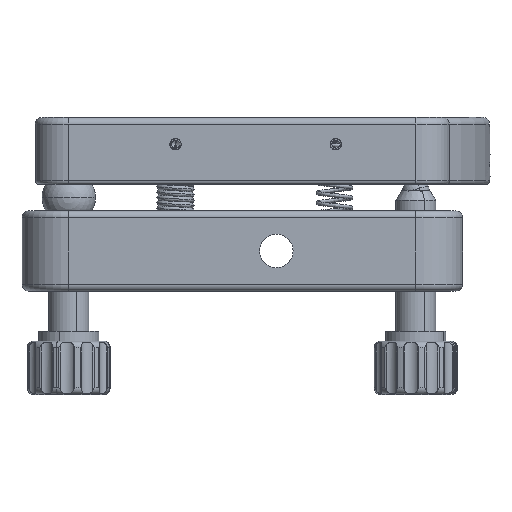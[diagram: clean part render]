
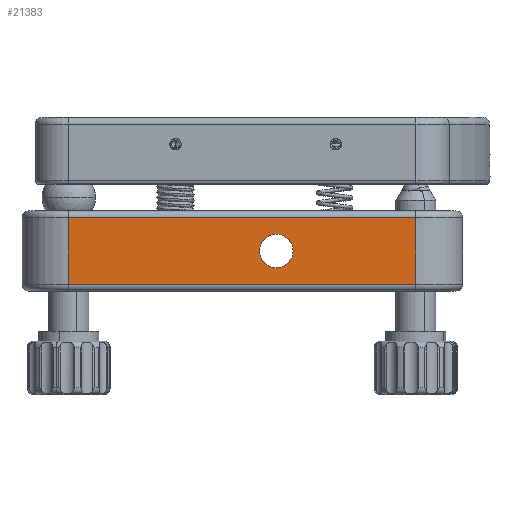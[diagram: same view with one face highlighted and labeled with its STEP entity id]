
A CAD part, left-side view. The second image highlights one B-rep face of the part: STEP entity #21383.
In plain terms, the highlighted planar face has unit normal (-1, 0, 0).
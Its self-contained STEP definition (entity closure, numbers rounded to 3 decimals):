
#700 = CIRCLE ( 'NONE', #22155, 2.5 ) ;
#1600 = LINE ( 'NONE', #2639, #5607 ) ;
#2092 = CARTESIAN_POINT ( 'NONE',  ( -7., -31.1, -10. ) ) ;
#2639 = CARTESIAN_POINT ( 'NONE',  ( -7., -52.001, -16. ) ) ;
#4825 = VECTOR ( 'NONE', #28873, 1000. ) ;
#5607 = VECTOR ( 'NONE', #22644, 1000. ) ;
#6634 = LINE ( 'NONE', #11983, #4825 ) ;
#6750 = DIRECTION ( 'NONE',  ( 1., 0., 0. ) ) ;
#7329 = FACE_BOUND ( 'NONE', #19811, .T. ) ;
#7385 = EDGE_CURVE ( 'NONE', #18915, #19470, #8862, .T. ) ;
#7477 = AXIS2_PLACEMENT_3D ( 'NONE', #31819, #14704, #29093 ) ;
#7725 = CARTESIAN_POINT ( 'NONE',  ( -7., -52.001, -15. ) ) ;
#8354 = CARTESIAN_POINT ( 'NONE',  ( -7., 0., -5. ) ) ;
#8862 = CIRCLE ( 'NONE', #10590, 2.5 ) ;
#10080 = EDGE_CURVE ( 'NONE', #11820, #24977, #1600, .T. ) ;
#10094 = EDGE_CURVE ( 'NONE', #19470, #18915, #700, .T. ) ;
#10539 = VECTOR ( 'NONE', #22171, 1000. ) ;
#10590 = AXIS2_PLACEMENT_3D ( 'NONE', #26374, #6750, #29359 ) ;
#11820 = VERTEX_POINT ( 'NONE', #7725 ) ;
#11983 = CARTESIAN_POINT ( 'NONE',  ( -7., -52.001, -15. ) ) ;
#12583 = DIRECTION ( 'NONE',  ( 1., 0., 0. ) ) ;
#14461 = CARTESIAN_POINT ( 'NONE',  ( -7., -52.001, -5. ) ) ;
#14704 = DIRECTION ( 'NONE',  ( 1., 0., 0. ) ) ;
#16017 = ORIENTED_EDGE ( 'NONE', *, *, #10094, .T. ) ;
#16917 = EDGE_CURVE ( 'NONE', #21264, #27902, #20474, .T. ) ;
#17604 = ORIENTED_EDGE ( 'NONE', *, *, #19490, .T. ) ;
#17663 = ORIENTED_EDGE ( 'NONE', *, *, #10080, .T. ) ;
#18915 = VERTEX_POINT ( 'NONE', #37095 ) ;
#19470 = VERTEX_POINT ( 'NONE', #29921 ) ;
#19490 = EDGE_CURVE ( 'NONE', #24977, #27902, #23978, .T. ) ;
#19771 = CARTESIAN_POINT ( 'NONE',  ( -7., 0., -16. ) ) ;
#19811 = EDGE_LOOP ( 'NONE', ( #16017, #23755 ) ) ;
#20453 = CARTESIAN_POINT ( 'NONE',  ( -7., 0., -15. ) ) ;
#20474 = LINE ( 'NONE', #19771, #22741 ) ;
#20880 = EDGE_LOOP ( 'NONE', ( #23412, #22452, #17663, #17604 ) ) ;
#21264 = VERTEX_POINT ( 'NONE', #20453 ) ;
#21383 = ADVANCED_FACE ( 'NONE', ( #35934, #7329 ), #23225, .F. ) ;
#22155 = AXIS2_PLACEMENT_3D ( 'NONE', #2092, #12583, #35323 ) ;
#22171 = DIRECTION ( 'NONE',  ( 0., 1., 0. ) ) ;
#22452 = ORIENTED_EDGE ( 'NONE', *, *, #30402, .T. ) ;
#22644 = DIRECTION ( 'NONE',  ( 0., 0., 1. ) ) ;
#22741 = VECTOR ( 'NONE', #22792, 1000. ) ;
#22792 = DIRECTION ( 'NONE',  ( 0., 0., 1. ) ) ;
#23225 = PLANE ( 'NONE',  #7477 ) ;
#23412 = ORIENTED_EDGE ( 'NONE', *, *, #16917, .F. ) ;
#23755 = ORIENTED_EDGE ( 'NONE', *, *, #7385, .T. ) ;
#23978 = LINE ( 'NONE', #33767, #10539 ) ;
#24977 = VERTEX_POINT ( 'NONE', #14461 ) ;
#26374 = CARTESIAN_POINT ( 'NONE',  ( -7., -31.1, -10. ) ) ;
#27902 = VERTEX_POINT ( 'NONE', #8354 ) ;
#28873 = DIRECTION ( 'NONE',  ( 0., -1., 0. ) ) ;
#29093 = DIRECTION ( 'NONE',  ( 0., 1., 0. ) ) ;
#29359 = DIRECTION ( 'NONE',  ( 0., 0., 1. ) ) ;
#29921 = CARTESIAN_POINT ( 'NONE',  ( -7., -31.1, -7.5 ) ) ;
#30402 = EDGE_CURVE ( 'NONE', #21264, #11820, #6634, .T. ) ;
#31819 = CARTESIAN_POINT ( 'NONE',  ( -7., -52.001, -16. ) ) ;
#33767 = CARTESIAN_POINT ( 'NONE',  ( -7., -52.001, -5. ) ) ;
#35323 = DIRECTION ( 'NONE',  ( 0., 0., 1. ) ) ;
#35934 = FACE_OUTER_BOUND ( 'NONE', #20880, .T. ) ;
#37095 = CARTESIAN_POINT ( 'NONE',  ( -7., -31.1, -12.5 ) ) ;
